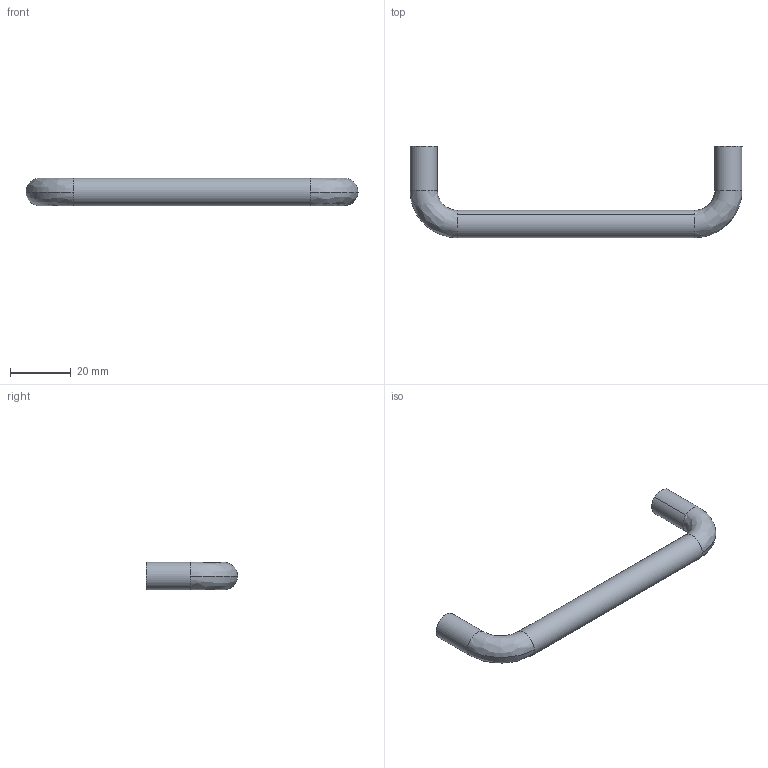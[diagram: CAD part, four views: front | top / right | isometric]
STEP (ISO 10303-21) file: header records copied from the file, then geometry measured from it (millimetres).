
FILE_DESCRIPTION((''),'2;1');
FILE_NAME('','2011-04-26T15:24:12',(''),(''),'','CADfix','');
FILE_SCHEMA(('AUTOMOTIVE_DESIGN { 1 0 10303 214 1 1 1 1 }'));
Length unit declared in the file: millimetre
Bounding box: 109 x 30 x 9 mm (x, y, z)
Volume: 8704.8 mm3; surface area: 4385.6 mm2
Topology: 1 solids, 1 shells, 18 faces, 74 edges, 60 vertices
Faces by surface type: bspline 18
Entity records: 1201 total; most frequent: CARTESIAN_POINT 765, ORIENTED_EDGE 148, EDGE_CURVE 74, B_SPLINE_CURVE_WITH_KNOTS 64, VERTEX_POINT 60, EDGE_LOOP 20, FACE_OUTER_BOUND 18, ADVANCED_FACE 18
